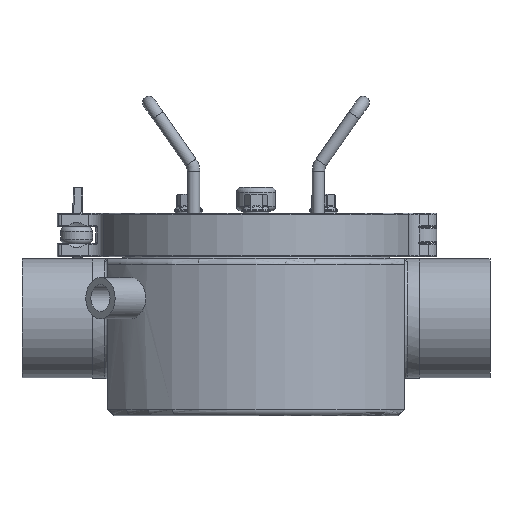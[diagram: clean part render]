
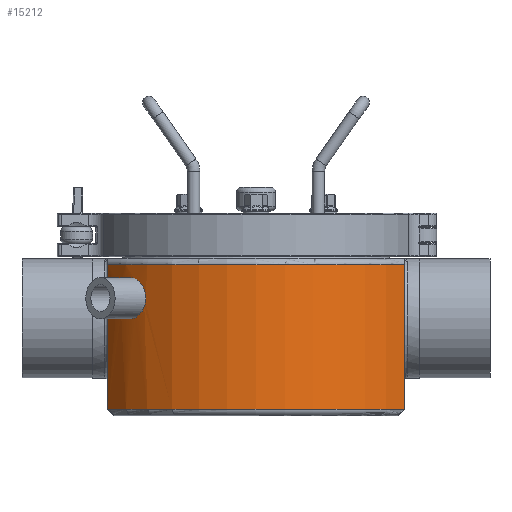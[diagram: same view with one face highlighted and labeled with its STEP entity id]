
A CAD part, front view. The second image highlights one B-rep face of the part: STEP entity #15212.
In plain terms, the highlighted cylindrical face has radius 114 mm (diameter 228 mm), a partial arc.
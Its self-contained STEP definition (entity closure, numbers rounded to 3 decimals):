
#545=B_SPLINE_CURVE_WITH_KNOTS('',3,(#22756,#22757,#22758,#22759,#22760,
#22761,#22762,#22763,#22764,#22765,#22766,#22767,#22768,#22769,#22770,#22771,
#22772,#22773,#22774,#22775,#22776,#22777,#22778,#22779,#22780,#22781,#22782,
#22783,#22784,#22785,#22786,#22787,#22788,#22789),.UNSPECIFIED.,.F.,.F.,
(4,2,2,2,2,2,2,2,2,2,2,2,2,2,2,2,4),(0.,0.5,0.999,
1.499,1.998,2.498,2.998,3.497,
3.997,4.496,4.996,5.496,5.995,
6.495,6.994,7.494,7.994),
 .UNSPECIFIED.);
#975=FACE_BOUND('',#2444,.T.);
#1418=FACE_OUTER_BOUND('',#2443,.T.);
#2443=EDGE_LOOP('',(#9744,#9745,#9746,#9747));
#2444=EDGE_LOOP('',(#9748));
#3578=CIRCLE('',#16360,114.);
#3579=CIRCLE('',#16362,114.);
#4612=LINE('',#23297,#5222);
#4613=LINE('',#23300,#5223);
#5222=VECTOR('',#18434,10.);
#5223=VECTOR('',#18437,10.);
#5793=VERTEX_POINT('',#22752);
#5880=VERTEX_POINT('',#23191);
#5885=VERTEX_POINT('',#23232);
#5891=VERTEX_POINT('',#23278);
#5892=VERTEX_POINT('',#23299);
#7134=EDGE_CURVE('',#5793,#5793,#545,.T.);
#7259=EDGE_CURVE('',#5880,#5891,#4612,.T.);
#7260=EDGE_CURVE('',#5892,#5885,#4613,.T.);
#7340=EDGE_CURVE('',#5880,#5885,#3578,.T.);
#7341=EDGE_CURVE('',#5891,#5892,#3579,.T.);
#9744=ORIENTED_EDGE('',*,*,#7260,.T.);
#9745=ORIENTED_EDGE('',*,*,#7340,.F.);
#9746=ORIENTED_EDGE('',*,*,#7259,.T.);
#9747=ORIENTED_EDGE('',*,*,#7341,.T.);
#9748=ORIENTED_EDGE('',*,*,#7134,.T.);
#13825=CYLINDRICAL_SURFACE('',#16361,114.);
#15212=ADVANCED_FACE('',(#1418,#975),#13825,.T.);
#16360=AXIS2_PLACEMENT_3D('',#23826,#18606,#18607);
#16361=AXIS2_PLACEMENT_3D('',#23827,#18608,#18609);
#16362=AXIS2_PLACEMENT_3D('',#23828,#18610,#18611);
#18434=DIRECTION('',(0.,0.,1.));
#18437=DIRECTION('',(0.,0.,-1.));
#18606=DIRECTION('center_axis',(0.,0.,-1.));
#18607=DIRECTION('ref_axis',(1.,0.,0.));
#18608=DIRECTION('center_axis',(0.,0.,-1.));
#18609=DIRECTION('ref_axis',(0.,-1.,0.));
#18610=DIRECTION('center_axis',(0.,0.,-1.));
#18611=DIRECTION('ref_axis',(1.,0.,0.));
#22752=CARTESIAN_POINT('',(-89.433,-70.695,-40.));
#22756=CARTESIAN_POINT('Ctrl Pts',(-89.433,-70.695,-40.));
#22757=CARTESIAN_POINT('Ctrl Pts',(-89.433,-70.695,-38.335));
#22758=CARTESIAN_POINT('Ctrl Pts',(-89.226,-70.959,
-36.559));
#22759=CARTESIAN_POINT('Ctrl Pts',(-88.373,-72.019,
-33.295));
#22760=CARTESIAN_POINT('Ctrl Pts',(-87.725,-72.813,
-31.806));
#22761=CARTESIAN_POINT('Ctrl Pts',(-86.2,-74.612,
-29.455));
#22762=CARTESIAN_POINT('Ctrl Pts',(-85.22,-75.738,
-28.436));
#22763=CARTESIAN_POINT('Ctrl Pts',(-83.015,-78.149,
-27.083));
#22764=CARTESIAN_POINT('Ctrl Pts',(-81.788,-79.433,-26.75));
#22765=CARTESIAN_POINT('Ctrl Pts',(-79.433,-81.788,-26.75));
#22766=CARTESIAN_POINT('Ctrl Pts',(-78.149,-83.015,
-27.083));
#22767=CARTESIAN_POINT('Ctrl Pts',(-75.738,-85.22,
-28.436));
#22768=CARTESIAN_POINT('Ctrl Pts',(-74.612,-86.2,
-29.455));
#22769=CARTESIAN_POINT('Ctrl Pts',(-72.813,-87.725,
-31.806));
#22770=CARTESIAN_POINT('Ctrl Pts',(-72.019,-88.373,
-33.295));
#22771=CARTESIAN_POINT('Ctrl Pts',(-70.959,-89.226,
-36.559));
#22772=CARTESIAN_POINT('Ctrl Pts',(-70.695,-89.433,-38.335));
#22773=CARTESIAN_POINT('Ctrl Pts',(-70.695,-89.433,-41.665));
#22774=CARTESIAN_POINT('Ctrl Pts',(-70.959,-89.226,
-43.441));
#22775=CARTESIAN_POINT('Ctrl Pts',(-72.019,-88.373,
-46.705));
#22776=CARTESIAN_POINT('Ctrl Pts',(-72.813,-87.725,
-48.194));
#22777=CARTESIAN_POINT('Ctrl Pts',(-74.612,-86.2,
-50.545));
#22778=CARTESIAN_POINT('Ctrl Pts',(-75.738,-85.22,
-51.564));
#22779=CARTESIAN_POINT('Ctrl Pts',(-78.149,-83.015,
-52.917));
#22780=CARTESIAN_POINT('Ctrl Pts',(-79.433,-81.788,-53.25));
#22781=CARTESIAN_POINT('Ctrl Pts',(-81.788,-79.433,-53.25));
#22782=CARTESIAN_POINT('Ctrl Pts',(-83.015,-78.149,
-52.917));
#22783=CARTESIAN_POINT('Ctrl Pts',(-85.22,-75.738,
-51.564));
#22784=CARTESIAN_POINT('Ctrl Pts',(-86.2,-74.612,
-50.545));
#22785=CARTESIAN_POINT('Ctrl Pts',(-87.725,-72.813,
-48.194));
#22786=CARTESIAN_POINT('Ctrl Pts',(-88.373,-72.019,
-46.705));
#22787=CARTESIAN_POINT('Ctrl Pts',(-89.226,-70.959,
-43.441));
#22788=CARTESIAN_POINT('Ctrl Pts',(-89.433,-70.695,
-41.665));
#22789=CARTESIAN_POINT('Ctrl Pts',(-89.433,-70.695,
-40.));
#23191=CARTESIAN_POINT('',(95.,-63.016,-111.3));
#23232=CARTESIAN_POINT('',(-95.,-63.016,-111.3));
#23278=CARTESIAN_POINT('',(95.,-63.016,-18.5));
#23297=CARTESIAN_POINT('',(95.,-63.016,-64.9));
#23299=CARTESIAN_POINT('',(-95.,-63.016,-18.5));
#23300=CARTESIAN_POINT('',(-95.,-63.016,-64.9));
#23826=CARTESIAN_POINT('Origin',(0.,0.,-111.3));
#23827=CARTESIAN_POINT('Origin',(0.,0.,-64.9));
#23828=CARTESIAN_POINT('Origin',(0.,0.,-18.5));
